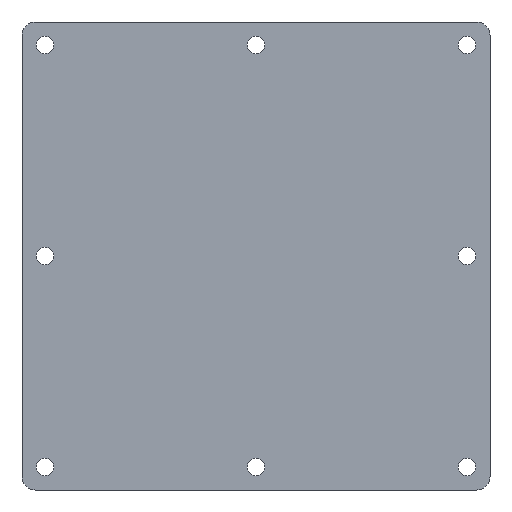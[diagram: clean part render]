
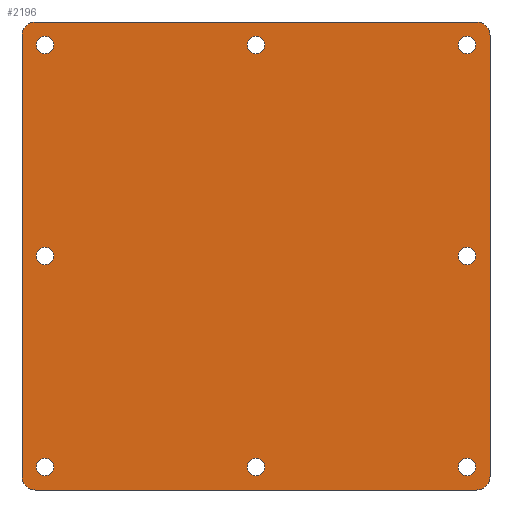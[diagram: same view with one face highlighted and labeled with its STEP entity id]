
A CAD part, front view. The second image highlights one B-rep face of the part: STEP entity #2196.
In plain terms, the highlighted planar face has unit normal (0, -1, 0).
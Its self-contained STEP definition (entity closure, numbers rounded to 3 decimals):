
#1249=CARTESIAN_POINT('POINT89',(-7.672,-1.75,0.));
#1250=VERTEX_POINT('VERTEX89',#1249);
#1257=CARTESIAN_POINT('POINT90',(-8.328,-1.75,
   0.));
#1258=VERTEX_POINT('VERTEX90',#1257);
#1259=CARTESIAN_POINT('POS122',(-8.,-1.75,0.));
#1260=DIRECTION('DIR194',(0.,1.,0.));
#1261=DIRECTION('DIR195',(-1.,0.,0.));
#1262=AXIS2_PLACEMENT_3D('AXIS73',#1259,#1260,#1261);
#1263=CIRCLE('ELLIPSE41',#1262,0.328);
#1264=EDGE_CURVE('EDGE130',#1258,#1250,#1263,.T.);
#1284=EDGE_CURVE('EDGE132',#1250,#1258,#1263,.T.);
#1289=CARTESIAN_POINT('POINT91',(0.,-1.75,-7.672));
#1290=VERTEX_POINT('VERTEX91',#1289);
#1298=CARTESIAN_POINT('POINT92',(0.,-1.75,
   -8.328));
#1299=VERTEX_POINT('VERTEX92',#1298);
#1306=CARTESIAN_POINT('POS127',(0.,-1.75,-8.));
#1307=DIRECTION('DIR201',(0.,-1.,0.));
#1308=DIRECTION('DIR202',(0.,0.,1.));
#1309=AXIS2_PLACEMENT_3D('AXIS75',#1306,#1307,#1308);
#1310=CIRCLE('ELLIPSE42',#1309,0.328);
#1311=EDGE_CURVE('EDGE135',#1299,#1290,#1310,.T.);
#1322=EDGE_CURVE('EDGE136',#1290,#1299,#1310,.T.);
#1329=CARTESIAN_POINT('POINT93',(0.,-1.75,7.672));
#1330=VERTEX_POINT('VERTEX93',#1329);
#1338=CARTESIAN_POINT('POINT94',(0.,-1.75,
   8.328));
#1339=VERTEX_POINT('VERTEX94',#1338);
#1346=CARTESIAN_POINT('POS131',(0.,-1.75,8.));
#1347=DIRECTION('DIR207',(0.,-1.,0.));
#1348=DIRECTION('DIR208',(0.,0.,-1.));
#1349=AXIS2_PLACEMENT_3D('AXIS77',#1346,#1347,#1348);
#1350=CIRCLE('ELLIPSE43',#1349,0.328);
#1351=EDGE_CURVE('EDGE139',#1339,#1330,#1350,.T.);
#1362=EDGE_CURVE('EDGE140',#1330,#1339,#1350,.T.);
#1369=CARTESIAN_POINT('POINT95',(7.672,-1.75,0.));
#1370=VERTEX_POINT('VERTEX95',#1369);
#1377=CARTESIAN_POINT('POINT96',(8.328,-1.75,
   0.));
#1378=VERTEX_POINT('VERTEX96',#1377);
#1379=CARTESIAN_POINT('POS134',(8.,-1.75,0.));
#1380=DIRECTION('DIR212',(0.,1.,0.));
#1381=DIRECTION('DIR213',(1.,0.,0.));
#1382=AXIS2_PLACEMENT_3D('AXIS79',#1379,#1380,#1381);
#1383=CIRCLE('ELLIPSE44',#1382,0.328);
#1384=EDGE_CURVE('EDGE142',#1378,#1370,#1383,.T.);
#1404=EDGE_CURVE('EDGE144',#1370,#1378,#1383,.T.);
#1409=CARTESIAN_POINT('POINT97',(-7.672,-1.75,8.));
#1410=VERTEX_POINT('VERTEX97',#1409);
#1417=CARTESIAN_POINT('POINT98',(-8.328,-1.75,8.));
#1418=VERTEX_POINT('VERTEX98',#1417);
#1419=CARTESIAN_POINT('POS138',(-8.,-1.75,8.));
#1420=DIRECTION('DIR218',(0.,1.,0.));
#1421=DIRECTION('DIR219',(-1.,0.,0.));
#1422=AXIS2_PLACEMENT_3D('AXIS81',#1419,#1420,#1421);
#1423=CIRCLE('ELLIPSE45',#1422,0.328);
#1424=EDGE_CURVE('EDGE146',#1418,#1410,#1423,.T.);
#1444=EDGE_CURVE('EDGE148',#1410,#1418,#1423,.T.);
#1449=CARTESIAN_POINT('POINT99',(7.672,-1.75,8.));
#1450=VERTEX_POINT('VERTEX99',#1449);
#1458=CARTESIAN_POINT('POINT100',(8.328,-1.75,8.));
#1459=VERTEX_POINT('VERTEX100',#1458);
#1466=CARTESIAN_POINT('POS143',(8.,-1.75,8.));
#1467=DIRECTION('DIR225',(0.,-1.,0.));
#1468=DIRECTION('DIR226',(-1.,0.,0.));
#1469=AXIS2_PLACEMENT_3D('AXIS83',#1466,#1467,#1468);
#1470=CIRCLE('ELLIPSE46',#1469,0.328);
#1471=EDGE_CURVE('EDGE151',#1459,#1450,#1470,.T.);
#1482=EDGE_CURVE('EDGE152',#1450,#1459,#1470,.T.);
#1489=CARTESIAN_POINT('POINT101',(-7.672,-1.75,-8.));
#1490=VERTEX_POINT('VERTEX101',#1489);
#1498=CARTESIAN_POINT('POINT102',(-8.328,-1.75,-8.));
#1499=VERTEX_POINT('VERTEX102',#1498);
#1506=CARTESIAN_POINT('POS147',(-8.,-1.75,-8.));
#1507=DIRECTION('DIR231',(0.,-1.,0.));
#1508=DIRECTION('DIR232',(1.,0.,0.));
#1509=AXIS2_PLACEMENT_3D('AXIS85',#1506,#1507,#1508);
#1510=CIRCLE('ELLIPSE47',#1509,0.328);
#1511=EDGE_CURVE('EDGE155',#1499,#1490,#1510,.T.);
#1522=EDGE_CURVE('EDGE156',#1490,#1499,#1510,.T.);
#1529=CARTESIAN_POINT('POINT103',(7.672,-1.75,-8.));
#1530=VERTEX_POINT('VERTEX103',#1529);
#1537=CARTESIAN_POINT('POINT104',(8.328,-1.75,-8.));
#1538=VERTEX_POINT('VERTEX104',#1537);
#1539=CARTESIAN_POINT('POS150',(8.,-1.75,-8.));
#1540=DIRECTION('DIR236',(0.,1.,0.));
#1541=DIRECTION('DIR237',(1.,0.,0.));
#1542=AXIS2_PLACEMENT_3D('AXIS87',#1539,#1540,#1541);
#1543=CIRCLE('ELLIPSE48',#1542,0.328);
#1544=EDGE_CURVE('EDGE158',#1538,#1530,#1543,.T.);
#1564=EDGE_CURVE('EDGE160',#1530,#1538,#1543,.T.);
#2089=CARTESIAN_POINT('POINT137',(8.875,-1.75,-8.375));
#2090=VERTEX_POINT('VERTEX137',#2089);
#2091=CARTESIAN_POINT('POINT138',(8.375,-1.75,-8.875));
#2092=VERTEX_POINT('VERTEX138',#2091);
#2093=CARTESIAN_POINT('POS201',(8.375,-1.75,-8.375));
#2094=DIRECTION('DIR321',(0.,1.,0.));
#2095=DIRECTION('DIR322',(0.,0.,-1.));
#2096=AXIS2_PLACEMENT_3D('AXIS121',#2093,#2094,#2095);
#2097=CIRCLE('ELLIPSE65',#2096,0.5);
#2098=EDGE_CURVE('EDGE209',#2090,#2092,#2097,.T.);
#2099=ORIENTED_EDGE('COEDGE369',*,*,#2098,.F.);
#2100=CARTESIAN_POINT('POINT139',(8.875,-1.75,8.375));
#2101=VERTEX_POINT('VERTEX139',#2100);
#2102=CARTESIAN_POINT('POS202',(8.875,-1.75,-8.375));
#2103=DIRECTION('DIR323',(0.,0.,-1.));
#2104=VECTOR('VEC81',#2103,1.);
#2105=LINE('STRAIGHT81',#2102,#2104);
#2106=EDGE_CURVE('EDGE210',#2101,#2090,#2105,.T.);
#2107=ORIENTED_EDGE('COEDGE370',*,*,#2106,.F.);
#2108=CARTESIAN_POINT('POINT140',(8.375,-1.75,8.875));
#2109=VERTEX_POINT('VERTEX140',#2108);
#2110=CARTESIAN_POINT('POS203',(8.375,-1.75,8.375));
#2111=DIRECTION('DIR324',(0.,1.,0.));
#2112=DIRECTION('DIR325',(1.,0.,0.));
#2113=AXIS2_PLACEMENT_3D('AXIS122',#2110,#2111,#2112);
#2114=CIRCLE('ELLIPSE66',#2113,0.5);
#2115=EDGE_CURVE('EDGE211',#2109,#2101,#2114,.T.);
#2116=ORIENTED_EDGE('COEDGE371',*,*,#2115,.F.);
#2117=CARTESIAN_POINT('POINT141',(-8.375,-1.75,8.875));
#2118=VERTEX_POINT('VERTEX141',#2117);
#2119=CARTESIAN_POINT('POS204',(8.375,-1.75,8.875));
#2120=DIRECTION('DIR326',(1.,0.,0.));
#2121=VECTOR('VEC82',#2120,1.);
#2122=LINE('STRAIGHT82',#2119,#2121);
#2123=EDGE_CURVE('EDGE212',#2118,#2109,#2122,.T.);
#2124=ORIENTED_EDGE('COEDGE372',*,*,#2123,.F.);
#2125=CARTESIAN_POINT('POINT142',(-8.875,-1.75,8.375));
#2126=VERTEX_POINT('VERTEX142',#2125);
#2127=CARTESIAN_POINT('POS205',(-8.375,-1.75,8.375));
#2128=DIRECTION('DIR327',(0.,1.,0.));
#2129=DIRECTION('DIR328',(0.,0.,1.));
#2130=AXIS2_PLACEMENT_3D('AXIS123',#2127,#2128,#2129);
#2131=CIRCLE('ELLIPSE67',#2130,0.5);
#2132=EDGE_CURVE('EDGE213',#2126,#2118,#2131,.T.);
#2133=ORIENTED_EDGE('COEDGE373',*,*,#2132,.F.);
#2134=CARTESIAN_POINT('POINT143',(-8.875,-1.75,-8.375));
#2135=VERTEX_POINT('VERTEX143',#2134);
#2136=CARTESIAN_POINT('POS206',(-8.875,-1.75,8.375));
#2137=DIRECTION('DIR329',(0.,0.,1.));
#2138=VECTOR('VEC83',#2137,1.);
#2139=LINE('STRAIGHT83',#2136,#2138);
#2140=EDGE_CURVE('EDGE214',#2135,#2126,#2139,.T.);
#2141=ORIENTED_EDGE('COEDGE374',*,*,#2140,.F.);
#2142=CARTESIAN_POINT('POINT144',(-8.375,-1.75,-8.875));
#2143=VERTEX_POINT('VERTEX144',#2142);
#2144=CARTESIAN_POINT('POS207',(-8.375,-1.75,-8.375));
#2145=DIRECTION('DIR330',(0.,1.,0.));
#2146=DIRECTION('DIR331',(-1.,0.,0.));
#2147=AXIS2_PLACEMENT_3D('AXIS124',#2144,#2145,#2146);
#2148=CIRCLE('ELLIPSE68',#2147,0.5);
#2149=EDGE_CURVE('EDGE215',#2143,#2135,#2148,.T.);
#2150=ORIENTED_EDGE('COEDGE375',*,*,#2149,.F.);
#2151=CARTESIAN_POINT('POS208',(-8.375,-1.75,-8.875));
#2152=DIRECTION('DIR332',(-1.,0.,0.));
#2153=VECTOR('VEC84',#2152,1.);
#2154=LINE('STRAIGHT84',#2151,#2153);
#2155=EDGE_CURVE('EDGE216',#2092,#2143,#2154,.T.);
#2156=ORIENTED_EDGE('COEDGE376',*,*,#2155,.F.);
#2157=EDGE_LOOP('NONE',(#2099,#2107,#2116,#2124,#2133,#2141,#2150,#2156)
   );
#2158=FACE_BOUND('LOOP1',#2157,.T.);
#2159=ORIENTED_EDGE('COEDGE377',*,*,#1564,.T.);
#2160=ORIENTED_EDGE('COEDGE378',*,*,#1544,.T.);
#2161=EDGE_LOOP('NONE',(#2159,#2160));
#2162=FACE_BOUND('LOOP1',#2161,.T.);
#2163=ORIENTED_EDGE('COEDGE379',*,*,#1522,.F.);
#2164=ORIENTED_EDGE('COEDGE380',*,*,#1511,.F.);
#2165=EDGE_LOOP('NONE',(#2163,#2164));
#2166=FACE_BOUND('LOOP1',#2165,.T.);
#2167=ORIENTED_EDGE('COEDGE381',*,*,#1482,.F.);
#2168=ORIENTED_EDGE('COEDGE382',*,*,#1471,.F.);
#2169=EDGE_LOOP('NONE',(#2167,#2168));
#2170=FACE_BOUND('LOOP1',#2169,.T.);
#2171=ORIENTED_EDGE('COEDGE383',*,*,#1444,.T.);
#2172=ORIENTED_EDGE('COEDGE384',*,*,#1424,.T.);
#2173=EDGE_LOOP('NONE',(#2171,#2172));
#2174=FACE_BOUND('LOOP1',#2173,.T.);
#2175=ORIENTED_EDGE('COEDGE385',*,*,#1404,.T.);
#2176=ORIENTED_EDGE('COEDGE386',*,*,#1384,.T.);
#2177=EDGE_LOOP('NONE',(#2175,#2176));
#2178=FACE_BOUND('LOOP1',#2177,.T.);
#2179=ORIENTED_EDGE('COEDGE387',*,*,#1362,.F.);
#2180=ORIENTED_EDGE('COEDGE388',*,*,#1351,.F.);
#2181=EDGE_LOOP('NONE',(#2179,#2180));
#2182=FACE_BOUND('LOOP1',#2181,.T.);
#2183=ORIENTED_EDGE('COEDGE389',*,*,#1322,.F.);
#2184=ORIENTED_EDGE('COEDGE390',*,*,#1311,.F.);
#2185=EDGE_LOOP('NONE',(#2183,#2184));
#2186=FACE_BOUND('LOOP1',#2185,.T.);
#2187=ORIENTED_EDGE('COEDGE391',*,*,#1284,.T.);
#2188=ORIENTED_EDGE('COEDGE392',*,*,#1264,.T.);
#2189=EDGE_LOOP('NONE',(#2187,#2188));
#2190=FACE_BOUND('LOOP1',#2189,.T.);
#2191=CARTESIAN_POINT('POS209',(0.,-1.75,0.));
#2192=DIRECTION('DIR333',(0.,-1.,0.));
#2193=DIRECTION('DIR334',(1.,0.,0.));
#2194=AXIS2_PLACEMENT_3D('AXIS125',#2191,#2192,#2193);
#2195=PLANE('PLANE17',#2194);
#2196=ADVANCED_FACE('FACE97',(#2158,#2162,#2166,#2170,#2174,#2178,#2182,
   #2186,#2190),#2195,.T.);
